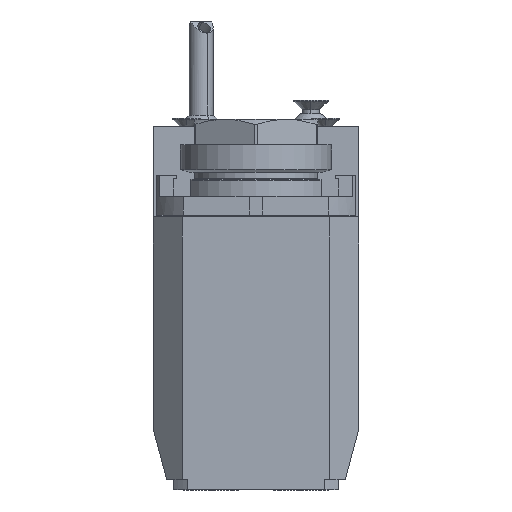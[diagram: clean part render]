
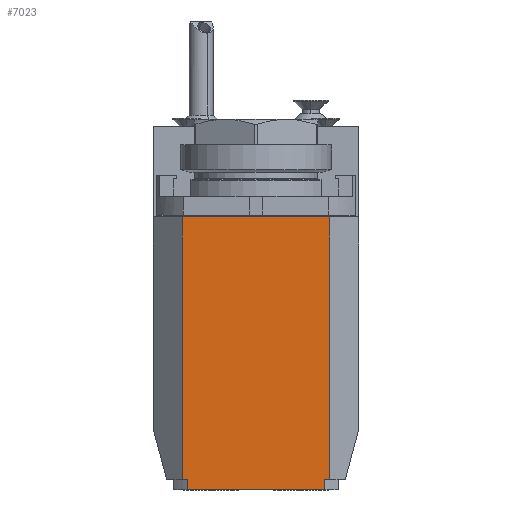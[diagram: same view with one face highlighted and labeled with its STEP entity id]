
A CAD part, left-side view. The second image highlights one B-rep face of the part: STEP entity #7023.
In plain terms, the highlighted planar face has unit normal (-1, 0, 0).
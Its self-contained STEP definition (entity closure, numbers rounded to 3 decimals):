
#2512=DIRECTION('',(0.,-1.,0.));
#2513=VECTOR('',#2512,1.506);
#2514=CARTESIAN_POINT('',(-102.5,-19.994,-70.5));
#2515=LINE('',#2514,#2513);
#2516=DIRECTION('',(0.,0.,-1.));
#2517=VECTOR('',#2516,3.);
#2518=CARTESIAN_POINT('',(-102.5,-19.994,-70.5));
#2519=LINE('',#2518,#2517);
#2520=DIRECTION('',(0.,0.,-1.));
#2521=VECTOR('',#2520,3.);
#2522=CARTESIAN_POINT('',(-102.5,19.994,-70.5));
#2523=LINE('',#2522,#2521);
#2524=DIRECTION('',(0.,-1.,0.));
#2525=VECTOR('',#2524,1.506);
#2526=CARTESIAN_POINT('',(-102.5,21.5,-70.5));
#2527=LINE('',#2526,#2525);
#2528=DIRECTION('',(0.,0.,1.));
#2529=VECTOR('',#2528,76.5);
#2530=CARTESIAN_POINT('',(-102.5,21.5,-70.5));
#2531=LINE('',#2530,#2529);
#2532=DIRECTION('',(0.,1.,0.));
#2533=VECTOR('',#2532,43.);
#2534=CARTESIAN_POINT('',(-102.5,-21.5,6.));
#2535=LINE('',#2534,#2533);
#2536=DIRECTION('',(0.,0.,1.));
#2537=VECTOR('',#2536,76.5);
#2538=CARTESIAN_POINT('',(-102.5,-21.5,-70.5));
#2539=LINE('',#2538,#2537);
#2579=DIRECTION('',(0.,-1.,0.));
#2580=VECTOR('',#2579,39.987);
#2581=CARTESIAN_POINT('',(-102.5,19.994,-73.5));
#2582=LINE('',#2581,#2580);
#3628=CARTESIAN_POINT('',(-102.5,-21.5,-70.5));
#3629=CARTESIAN_POINT('',(-102.5,-21.5,6.));
#3630=VERTEX_POINT('',#3628);
#3631=VERTEX_POINT('',#3629);
#3634=CARTESIAN_POINT('',(-102.5,21.5,-70.5));
#3635=CARTESIAN_POINT('',(-102.5,21.5,6.));
#3636=VERTEX_POINT('',#3634);
#3637=VERTEX_POINT('',#3635);
#3701=CARTESIAN_POINT('',(-102.5,19.994,-73.5));
#3702=CARTESIAN_POINT('',(-102.5,-19.994,-73.5));
#3703=VERTEX_POINT('',#3701);
#3704=VERTEX_POINT('',#3702);
#3717=CARTESIAN_POINT('',(-102.5,19.994,-70.5));
#3719=VERTEX_POINT('',#3717);
#3730=CARTESIAN_POINT('',(-102.5,-19.994,-70.5));
#3732=VERTEX_POINT('',#3730);
#7005=CARTESIAN_POINT('',(-102.5,0.,0.));
#7006=DIRECTION('',(-1.,0.,0.));
#7007=DIRECTION('',(0.,0.,1.));
#7008=AXIS2_PLACEMENT_3D('',#7005,#7006,#7007);
#7009=PLANE('',#7008);
#7010=ORIENTED_EDGE('',*,*,#6976,.F.);
#7012=ORIENTED_EDGE('',*,*,#7011,.T.);
#7014=ORIENTED_EDGE('',*,*,#7013,.F.);
#7015=ORIENTED_EDGE('',*,*,#6996,.F.);
#7016=ORIENTED_EDGE('',*,*,#6985,.F.);
#7017=ORIENTED_EDGE('',*,*,#4708,.T.);
#7018=ORIENTED_EDGE('',*,*,#4688,.F.);
#7020=ORIENTED_EDGE('',*,*,#7019,.F.);
#7021=EDGE_LOOP('',(#7010,#7012,#7014,#7015,#7016,#7017,#7018,#7020));
#7022=FACE_OUTER_BOUND('',#7021,.F.);
#7023=ADVANCED_FACE('',(#7022),#7009,.T.);
#4688=EDGE_CURVE('',#3631,#3637,#2535,.T.);
#4708=EDGE_CURVE('',#3636,#3637,#2531,.T.);
#6976=EDGE_CURVE('',#3732,#3630,#2515,.T.);
#6985=EDGE_CURVE('',#3636,#3719,#2527,.T.);
#6996=EDGE_CURVE('',#3719,#3703,#2523,.T.);
#7011=EDGE_CURVE('',#3732,#3704,#2519,.T.);
#7013=EDGE_CURVE('',#3703,#3704,#2582,.T.);
#7019=EDGE_CURVE('',#3630,#3631,#2539,.T.);
